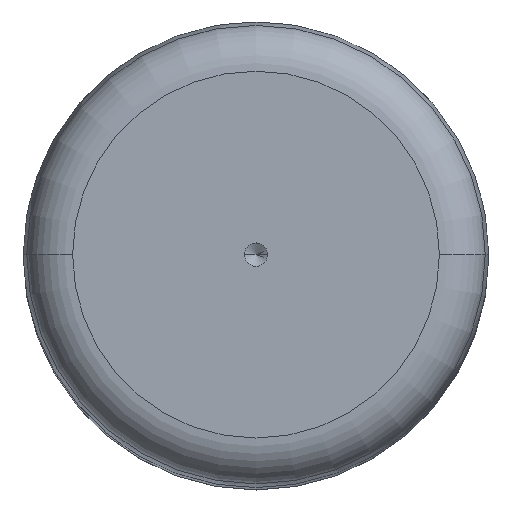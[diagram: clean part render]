
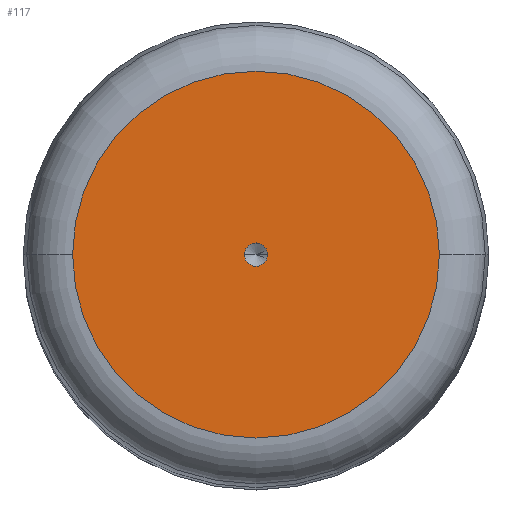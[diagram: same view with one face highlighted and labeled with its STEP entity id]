
A CAD part, top view. The second image highlights one B-rep face of the part: STEP entity #117.
In plain terms, the highlighted planar face has unit normal (0, 0, 1).
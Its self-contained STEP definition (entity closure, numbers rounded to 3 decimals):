
#6 = CARTESIAN_POINT ( 'NONE',  ( 0., 0., 200. ) ) ;
#19 = DIRECTION ( 'NONE',  ( 1., 0., 0. ) ) ;
#22 = CIRCLE ( 'NONE', #326, 23.642 ) ;
#37 = AXIS2_PLACEMENT_3D ( 'NONE', #118, #547, #19 ) ;
#41 = PLANE ( 'NONE',  #119 ) ;
#44 = DIRECTION ( 'NONE',  ( 1., 0., 0. ) ) ;
#48 = VERTEX_POINT ( 'NONE', #601 ) ;
#50 = ORIENTED_EDGE ( 'NONE', *, *, #630, .T. ) ;
#59 = CIRCLE ( 'NONE', #268, 23.642 ) ;
#86 = DIRECTION ( 'NONE',  ( 0., 0., 1. ) ) ;
#89 = VERTEX_POINT ( 'NONE', #248 ) ;
#95 = ORIENTED_EDGE ( 'NONE', *, *, #429, .F. ) ;
#109 = EDGE_CURVE ( 'NONE', #321, #274, #22, .T. ) ;
#112 = CARTESIAN_POINT ( 'NONE',  ( 23.642, 0., 200. ) ) ;
#117 = ADVANCED_FACE ( 'NONE', ( #456, #449 ), #41, .T. ) ;
#118 = CARTESIAN_POINT ( 'NONE',  ( 0., 0., 200. ) ) ;
#119 = AXIS2_PLACEMENT_3D ( 'NONE', #250, #463, #44 ) ;
#136 = EDGE_LOOP ( 'NONE', ( #460, #50 ) ) ;
#157 = DIRECTION ( 'NONE',  ( 1., 0., 0. ) ) ;
#211 = DIRECTION ( 'NONE',  ( 0., 0., 1. ) ) ;
#230 = DIRECTION ( 'NONE',  ( 0., 0., 1. ) ) ;
#235 = DIRECTION ( 'NONE',  ( 1., 0., 0. ) ) ;
#248 = CARTESIAN_POINT ( 'NONE',  ( -1.5, 0., 200. ) ) ;
#250 = CARTESIAN_POINT ( 'NONE',  ( 0., 0., 200. ) ) ;
#268 = AXIS2_PLACEMENT_3D ( 'NONE', #344, #230, #235 ) ;
#274 = VERTEX_POINT ( 'NONE', #670 ) ;
#276 = AXIS2_PLACEMENT_3D ( 'NONE', #6, #211, #157 ) ;
#310 = EDGE_CURVE ( 'NONE', #48, #89, #533, .T. ) ;
#321 = VERTEX_POINT ( 'NONE', #112 ) ;
#326 = AXIS2_PLACEMENT_3D ( 'NONE', #607, #86, #471 ) ;
#344 = CARTESIAN_POINT ( 'NONE',  ( 0., 0., 200. ) ) ;
#351 = ORIENTED_EDGE ( 'NONE', *, *, #310, .F. ) ;
#357 = CIRCLE ( 'NONE', #37, 1.5 ) ;
#395 = EDGE_LOOP ( 'NONE', ( #351, #95 ) ) ;
#429 = EDGE_CURVE ( 'NONE', #89, #48, #357, .T. ) ;
#449 = FACE_OUTER_BOUND ( 'NONE', #136, .T. ) ;
#456 = FACE_BOUND ( 'NONE', #395, .T. ) ;
#460 = ORIENTED_EDGE ( 'NONE', *, *, #109, .T. ) ;
#463 = DIRECTION ( 'NONE',  ( 0., 0., 1. ) ) ;
#471 = DIRECTION ( 'NONE',  ( 1., 0., 0. ) ) ;
#533 = CIRCLE ( 'NONE', #276, 1.5 ) ;
#547 = DIRECTION ( 'NONE',  ( 0., 0., 1. ) ) ;
#601 = CARTESIAN_POINT ( 'NONE',  ( 1.5, 0., 200. ) ) ;
#607 = CARTESIAN_POINT ( 'NONE',  ( 0., 0., 200. ) ) ;
#630 = EDGE_CURVE ( 'NONE', #274, #321, #59, .T. ) ;
#670 = CARTESIAN_POINT ( 'NONE',  ( -23.642, 0., 200. ) ) ;
